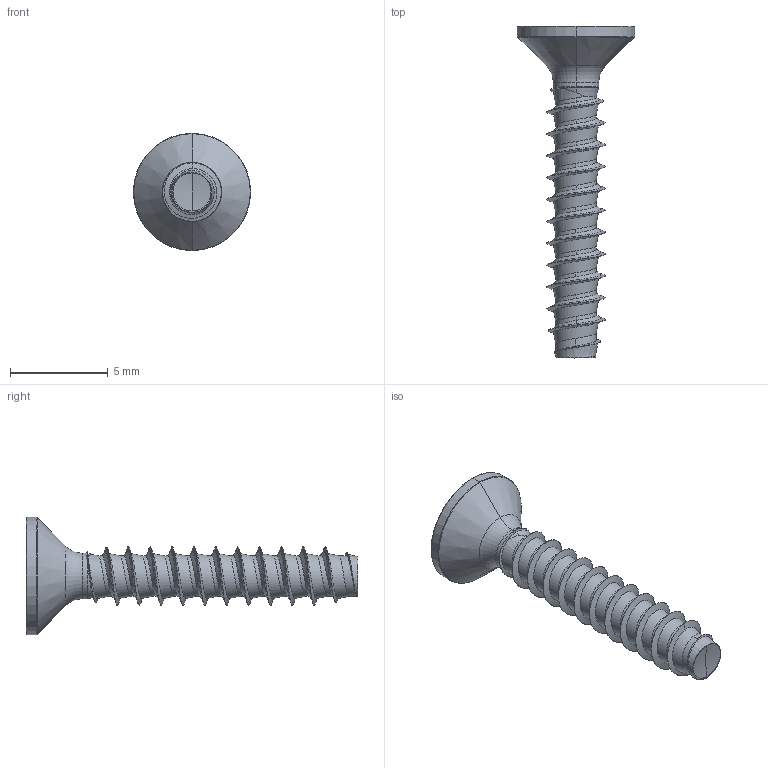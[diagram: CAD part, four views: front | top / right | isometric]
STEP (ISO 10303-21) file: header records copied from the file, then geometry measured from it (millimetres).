
FILE_DESCRIPTION (( 'STEP AP203' ), '1' );
FILE_NAME ('STP430300170.STEP', '2019-05-15T20:43:08', ( '' ), ( '' ), 'SwSTEP 2.0', 'SolidWorks 2015', '' );
FILE_SCHEMA (( 'CONFIG_CONTROL_DESIGN' ));
Length unit declared in the file: millimetre
Products named in the file (2): STP430300170
Bounding box: 6 x 17 x 6 mm (x, y, z)
Volume: 96.4 mm3; surface area: 244.7 mm2
Topology: 1 solids, 1 shells, 114 faces, 281 edges, 171 vertices
Faces by surface type: cylinder 51, bspline 35, cone 13, torus 10, plane 3, sphere 2
Entity records: 20508 total; most frequent: CARTESIAN_POINT 18056, ORIENTED_EDGE 562, DIRECTION 372, EDGE_CURVE 281, VERTEX_POINT 171, AXIS2_PLACEMENT_3D 152, B_SPLINE_CURVE_WITH_KNOTS 117, EDGE_LOOP 116
